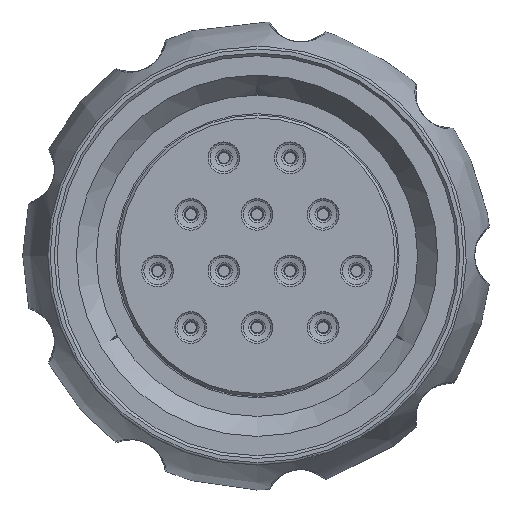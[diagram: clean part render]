
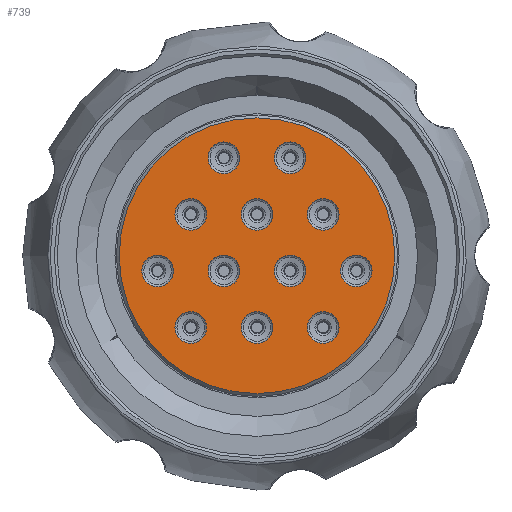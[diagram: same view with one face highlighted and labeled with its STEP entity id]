
A CAD part, left-side view. The second image highlights one B-rep face of the part: STEP entity #739.
In plain terms, the highlighted planar face has unit normal (-1, 0, 0).
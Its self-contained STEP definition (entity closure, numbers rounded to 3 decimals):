
#290=PLANE('',#5606);
#739=ADVANCED_FACE('',(#1200,#1201,#1202,#1203,#1204,#1205,#1206,#1207,
#1208,#1209,#1210,#1211,#1212),#290,.T.);
#1200=FACE_BOUND('',#2026,.T.);
#1201=FACE_BOUND('',#2027,.T.);
#1202=FACE_BOUND('',#2028,.T.);
#1203=FACE_BOUND('',#2029,.T.);
#1204=FACE_BOUND('',#2030,.T.);
#1205=FACE_BOUND('',#2031,.T.);
#1206=FACE_BOUND('',#2032,.T.);
#1207=FACE_BOUND('',#2033,.T.);
#1208=FACE_BOUND('',#2034,.T.);
#1209=FACE_BOUND('',#2035,.T.);
#1210=FACE_BOUND('',#2036,.T.);
#1211=FACE_BOUND('',#2037,.T.);
#1212=FACE_BOUND('',#2038,.T.);
#2026=EDGE_LOOP('',(#3591));
#2027=EDGE_LOOP('',(#3592));
#2028=EDGE_LOOP('',(#3593));
#2029=EDGE_LOOP('',(#3594));
#2030=EDGE_LOOP('',(#3595));
#2031=EDGE_LOOP('',(#3596));
#2032=EDGE_LOOP('',(#3597));
#2033=EDGE_LOOP('',(#3598));
#2034=EDGE_LOOP('',(#3599));
#2035=EDGE_LOOP('',(#3600));
#2036=EDGE_LOOP('',(#3601));
#2037=EDGE_LOOP('',(#3602));
#2038=EDGE_LOOP('',(#3603));
#2801=CIRCLE('',#5593,10.);
#2802=CIRCLE('',#5594,1.15);
#2803=CIRCLE('',#5595,1.15);
#2804=CIRCLE('',#5596,1.15);
#2805=CIRCLE('',#5597,1.15);
#2806=CIRCLE('',#5598,1.15);
#2807=CIRCLE('',#5599,1.15);
#2808=CIRCLE('',#5600,1.15);
#2809=CIRCLE('',#5601,1.15);
#2810=CIRCLE('',#5602,1.15);
#2811=CIRCLE('',#5603,1.15);
#2812=CIRCLE('',#5604,1.15);
#2813=CIRCLE('',#5605,1.15);
#3591=ORIENTED_EDGE('',*,*,#4963,.T.);
#3592=ORIENTED_EDGE('',*,*,#4964,.F.);
#3593=ORIENTED_EDGE('',*,*,#4965,.F.);
#3594=ORIENTED_EDGE('',*,*,#4966,.F.);
#3595=ORIENTED_EDGE('',*,*,#4967,.F.);
#3596=ORIENTED_EDGE('',*,*,#4968,.F.);
#3597=ORIENTED_EDGE('',*,*,#4969,.F.);
#3598=ORIENTED_EDGE('',*,*,#4970,.F.);
#3599=ORIENTED_EDGE('',*,*,#4971,.F.);
#3600=ORIENTED_EDGE('',*,*,#4972,.F.);
#3601=ORIENTED_EDGE('',*,*,#4973,.F.);
#3602=ORIENTED_EDGE('',*,*,#4974,.F.);
#3603=ORIENTED_EDGE('',*,*,#4975,.F.);
#4403=VERTEX_POINT('',#10983);
#4404=VERTEX_POINT('',#10985);
#4405=VERTEX_POINT('',#10987);
#4406=VERTEX_POINT('',#10989);
#4407=VERTEX_POINT('',#10991);
#4408=VERTEX_POINT('',#10993);
#4409=VERTEX_POINT('',#10995);
#4410=VERTEX_POINT('',#10997);
#4411=VERTEX_POINT('',#10999);
#4412=VERTEX_POINT('',#11001);
#4413=VERTEX_POINT('',#11003);
#4414=VERTEX_POINT('',#11005);
#4415=VERTEX_POINT('',#11007);
#4963=EDGE_CURVE('',#4403,#4403,#2801,.T.);
#4964=EDGE_CURVE('',#4404,#4404,#2802,.T.);
#4965=EDGE_CURVE('',#4405,#4405,#2803,.T.);
#4966=EDGE_CURVE('',#4406,#4406,#2804,.T.);
#4967=EDGE_CURVE('',#4407,#4407,#2805,.T.);
#4968=EDGE_CURVE('',#4408,#4408,#2806,.T.);
#4969=EDGE_CURVE('',#4409,#4409,#2807,.T.);
#4970=EDGE_CURVE('',#4410,#4410,#2808,.T.);
#4971=EDGE_CURVE('',#4411,#4411,#2809,.T.);
#4972=EDGE_CURVE('',#4412,#4412,#2810,.T.);
#4973=EDGE_CURVE('',#4413,#4413,#2811,.T.);
#4974=EDGE_CURVE('',#4414,#4414,#2812,.T.);
#4975=EDGE_CURVE('',#4415,#4415,#2813,.T.);
#5593=AXIS2_PLACEMENT_3D('',#10982,#6684,#6685);
#5594=AXIS2_PLACEMENT_3D('',#10984,#6686,#6687);
#5595=AXIS2_PLACEMENT_3D('',#10986,#6688,#6689);
#5596=AXIS2_PLACEMENT_3D('',#10988,#6690,#6691);
#5597=AXIS2_PLACEMENT_3D('',#10990,#6692,#6693);
#5598=AXIS2_PLACEMENT_3D('',#10992,#6694,#6695);
#5599=AXIS2_PLACEMENT_3D('',#10994,#6696,#6697);
#5600=AXIS2_PLACEMENT_3D('',#10996,#6698,#6699);
#5601=AXIS2_PLACEMENT_3D('',#10998,#6700,#6701);
#5602=AXIS2_PLACEMENT_3D('',#11000,#6702,#6703);
#5603=AXIS2_PLACEMENT_3D('',#11002,#6704,#6705);
#5604=AXIS2_PLACEMENT_3D('',#11004,#6706,#6707);
#5605=AXIS2_PLACEMENT_3D('',#11006,#6708,#6709);
#5606=AXIS2_PLACEMENT_3D('',#11008,#6710,#6711);
#6684=DIRECTION('',(-1.,0.,0.));
#6685=DIRECTION('',(0.,0.,1.));
#6686=DIRECTION('',(-1.,0.,0.));
#6687=DIRECTION('',(0.,0.,1.));
#6688=DIRECTION('',(-1.,0.,0.));
#6689=DIRECTION('',(0.,0.,1.));
#6690=DIRECTION('',(-1.,0.,0.));
#6691=DIRECTION('',(0.,0.,1.));
#6692=DIRECTION('',(-1.,0.,0.));
#6693=DIRECTION('',(0.,0.,1.));
#6694=DIRECTION('',(-1.,0.,0.));
#6695=DIRECTION('',(0.,0.,1.));
#6696=DIRECTION('',(-1.,0.,0.));
#6697=DIRECTION('',(0.,0.,1.));
#6698=DIRECTION('',(-1.,0.,0.));
#6699=DIRECTION('',(0.,0.,1.));
#6700=DIRECTION('',(-1.,0.,0.));
#6701=DIRECTION('',(0.,0.,1.));
#6702=DIRECTION('',(-1.,0.,0.));
#6703=DIRECTION('',(0.,0.,1.));
#6704=DIRECTION('',(-1.,0.,0.));
#6705=DIRECTION('',(0.,0.,1.));
#6706=DIRECTION('',(-1.,0.,0.));
#6707=DIRECTION('',(0.,0.,1.));
#6708=DIRECTION('',(-1.,0.,0.));
#6709=DIRECTION('',(0.,0.,1.));
#6710=DIRECTION('',(-1.,0.,0.));
#6711=DIRECTION('',(0.,0.,1.));
#10982=CARTESIAN_POINT('',(0.,0.,0.));
#10983=CARTESIAN_POINT('',(0.,0.,10.));
#10984=CARTESIAN_POINT('',(0.,-4.8,-5.2));
#10985=CARTESIAN_POINT('',(0.,-4.8,-4.05));
#10986=CARTESIAN_POINT('',(0.,-2.4,-1.1));
#10987=CARTESIAN_POINT('',(0.,-2.4,0.05));
#10988=CARTESIAN_POINT('',(0.,0.,-5.2));
#10989=CARTESIAN_POINT('',(0.,0.,-4.05));
#10990=CARTESIAN_POINT('',(0.,4.8,-5.2));
#10991=CARTESIAN_POINT('',(0.,4.8,-4.05));
#10992=CARTESIAN_POINT('',(0.,2.4,-1.1));
#10993=CARTESIAN_POINT('',(0.,2.4,0.05));
#10994=CARTESIAN_POINT('',(0.,-2.4,7.1));
#10995=CARTESIAN_POINT('',(0.,-2.4,8.25));
#10996=CARTESIAN_POINT('',(0.,0.,3.));
#10997=CARTESIAN_POINT('',(0.,0.,4.15));
#10998=CARTESIAN_POINT('',(0.,2.4,7.1));
#10999=CARTESIAN_POINT('',(0.,2.4,8.25));
#11000=CARTESIAN_POINT('',(0.,-4.8,3.));
#11001=CARTESIAN_POINT('',(0.,-4.8,4.15));
#11002=CARTESIAN_POINT('',(0.,-7.2,-1.1));
#11003=CARTESIAN_POINT('',(0.,-7.2,0.05));
#11004=CARTESIAN_POINT('',(0.,7.2,-1.1));
#11005=CARTESIAN_POINT('',(0.,7.2,0.05));
#11006=CARTESIAN_POINT('',(0.,4.8,3.));
#11007=CARTESIAN_POINT('',(0.,4.8,4.15));
#11008=CARTESIAN_POINT('',(0.,0.,0.));
